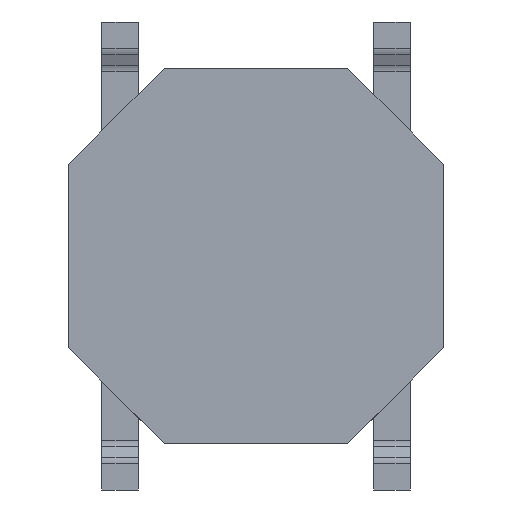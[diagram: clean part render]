
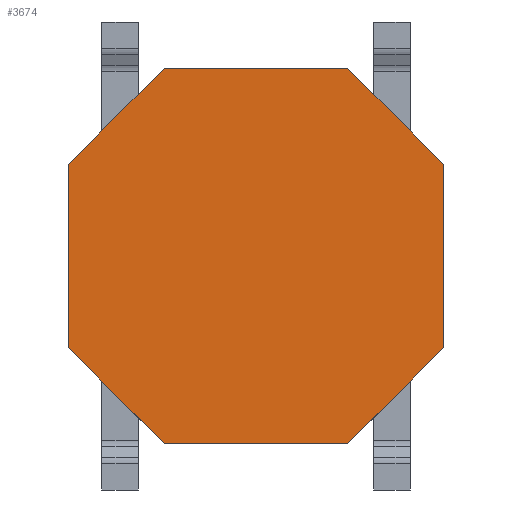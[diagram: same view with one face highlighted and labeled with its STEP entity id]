
A CAD part, front view. The second image highlights one B-rep face of the part: STEP entity #3674.
In plain terms, the highlighted planar face has unit normal (0, -1, 0).
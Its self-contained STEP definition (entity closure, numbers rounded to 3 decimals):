
#72 = VERTEX_POINT ( 'NONE', #3923 ) ;
#141 = DIRECTION ( 'NONE',  ( 0.707, 0., -0.707 ) ) ;
#146 = CARTESIAN_POINT ( 'NONE',  ( -1.25, 0., 2.55 ) ) ;
#372 = VECTOR ( 'NONE', #2126, 1000. ) ;
#402 = EDGE_CURVE ( 'NONE', #3577, #596, #1314, .T. ) ;
#457 = ORIENTED_EDGE ( 'NONE', *, *, #402, .T. ) ;
#596 = VERTEX_POINT ( 'NONE', #2566 ) ;
#625 = CARTESIAN_POINT ( 'NONE',  ( 1.25, 0., -2.55 ) ) ;
#716 = DIRECTION ( 'NONE',  ( -1., 0., 0. ) ) ;
#752 = CARTESIAN_POINT ( 'NONE',  ( -2.55, 0., -2.55 ) ) ;
#794 = EDGE_CURVE ( 'NONE', #2763, #3618, #3044, .T. ) ;
#881 = DIRECTION ( 'NONE',  ( 0.707, 0., 0.707 ) ) ;
#964 = CARTESIAN_POINT ( 'NONE',  ( -2.55, 0., 2.55 ) ) ;
#988 = VERTEX_POINT ( 'NONE', #146 ) ;
#1058 = CARTESIAN_POINT ( 'NONE',  ( -2.55, 0., -1.25 ) ) ;
#1072 = EDGE_CURVE ( 'NONE', #2110, #596, #1339, .T. ) ;
#1088 = EDGE_CURVE ( 'NONE', #3577, #72, #3169, .T. ) ;
#1197 = DIRECTION ( 'NONE',  ( 1., 0., 0. ) ) ;
#1304 = CARTESIAN_POINT ( 'NONE',  ( 2.55, 0., -1.25 ) ) ;
#1314 = LINE ( 'NONE', #1656, #1386 ) ;
#1318 = ORIENTED_EDGE ( 'NONE', *, *, #3373, .F. ) ;
#1339 = LINE ( 'NONE', #752, #3180 ) ;
#1364 = VERTEX_POINT ( 'NONE', #1304 ) ;
#1386 = VECTOR ( 'NONE', #141, 1000. ) ;
#1502 = ORIENTED_EDGE ( 'NONE', *, *, #1644, .T. ) ;
#1525 = CARTESIAN_POINT ( 'NONE',  ( 1.25, 0., 2.55 ) ) ;
#1545 = CARTESIAN_POINT ( 'NONE',  ( 2.55, 0., 1.25 ) ) ;
#1572 = ORIENTED_EDGE ( 'NONE', *, *, #1072, .F. ) ;
#1644 = EDGE_CURVE ( 'NONE', #988, #72, #3228, .T. ) ;
#1656 = CARTESIAN_POINT ( 'NONE',  ( -2.55, 0., -1.25 ) ) ;
#1660 = CARTESIAN_POINT ( 'NONE',  ( -2.55, 0., -2.55 ) ) ;
#1700 = CARTESIAN_POINT ( 'NONE',  ( 2.55, 0., -2.55 ) ) ;
#1870 = VECTOR ( 'NONE', #1197, 1000. ) ;
#1970 = DIRECTION ( 'NONE',  ( 0., 0., 1. ) ) ;
#1981 = DIRECTION ( 'NONE',  ( -0.707, 0., -0.707 ) ) ;
#1985 = VECTOR ( 'NONE', #881, 1000. ) ;
#1994 = AXIS2_PLACEMENT_3D ( 'NONE', #2144, #3650, #3327 ) ;
#2110 = VERTEX_POINT ( 'NONE', #625 ) ;
#2126 = DIRECTION ( 'NONE',  ( -0.707, 0., 0.707 ) ) ;
#2144 = CARTESIAN_POINT ( 'NONE',  ( 0., 0., 0. ) ) ;
#2261 = EDGE_LOOP ( 'NONE', ( #1572, #3812, #2537, #3529, #1318, #1502, #3883, #457 ) ) ;
#2270 = LINE ( 'NONE', #1700, #3249 ) ;
#2438 = CARTESIAN_POINT ( 'NONE',  ( 1.25, 0., -2.55 ) ) ;
#2460 = LINE ( 'NONE', #964, #1870 ) ;
#2537 = ORIENTED_EDGE ( 'NONE', *, *, #2926, .F. ) ;
#2566 = CARTESIAN_POINT ( 'NONE',  ( -1.25, 0., -2.55 ) ) ;
#2603 = PLANE ( 'NONE',  #1994 ) ;
#2763 = VERTEX_POINT ( 'NONE', #1545 ) ;
#2912 = VECTOR ( 'NONE', #1970, 1000. ) ;
#2926 = EDGE_CURVE ( 'NONE', #2763, #1364, #2270, .T. ) ;
#3044 = LINE ( 'NONE', #3405, #372 ) ;
#3169 = LINE ( 'NONE', #1660, #2912 ) ;
#3180 = VECTOR ( 'NONE', #716, 1000. ) ;
#3228 = LINE ( 'NONE', #3493, #3637 ) ;
#3249 = VECTOR ( 'NONE', #3500, 1000. ) ;
#3277 = EDGE_CURVE ( 'NONE', #2110, #1364, #3279, .T. ) ;
#3279 = LINE ( 'NONE', #2438, #1985 ) ;
#3327 = DIRECTION ( 'NONE',  ( 0., 0., 1. ) ) ;
#3373 = EDGE_CURVE ( 'NONE', #988, #3618, #2460, .T. ) ;
#3405 = CARTESIAN_POINT ( 'NONE',  ( 2.55, 0., 1.25 ) ) ;
#3493 = CARTESIAN_POINT ( 'NONE',  ( -1.25, 0., 2.55 ) ) ;
#3500 = DIRECTION ( 'NONE',  ( 0., 0., -1. ) ) ;
#3529 = ORIENTED_EDGE ( 'NONE', *, *, #794, .T. ) ;
#3577 = VERTEX_POINT ( 'NONE', #1058 ) ;
#3618 = VERTEX_POINT ( 'NONE', #1525 ) ;
#3637 = VECTOR ( 'NONE', #1981, 1000. ) ;
#3650 = DIRECTION ( 'NONE',  ( 0., 1., 0. ) ) ;
#3674 = ADVANCED_FACE ( 'NONE', ( #3913 ), #2603, .F. ) ;
#3812 = ORIENTED_EDGE ( 'NONE', *, *, #3277, .T. ) ;
#3883 = ORIENTED_EDGE ( 'NONE', *, *, #1088, .F. ) ;
#3913 = FACE_OUTER_BOUND ( 'NONE', #2261, .T. ) ;
#3923 = CARTESIAN_POINT ( 'NONE',  ( -2.55, 0., 1.25 ) ) ;
